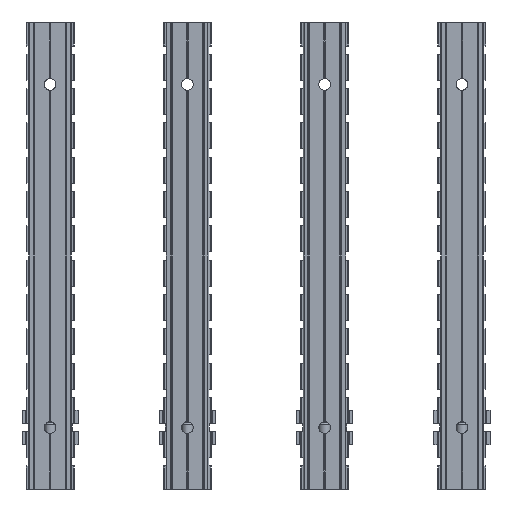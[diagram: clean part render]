
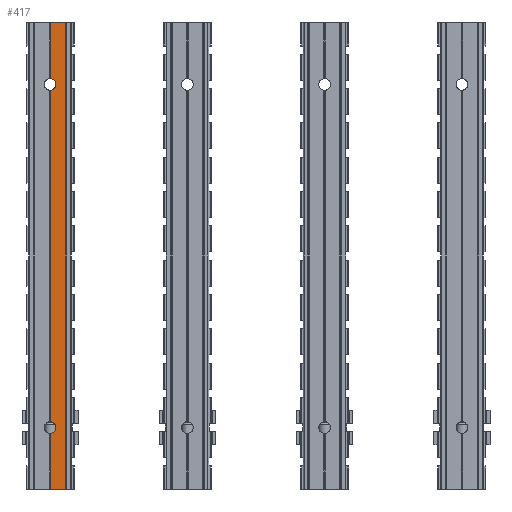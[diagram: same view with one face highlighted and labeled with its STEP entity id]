
A CAD part, front view. The second image highlights one B-rep face of the part: STEP entity #417.
In plain terms, the highlighted planar face has unit normal (0, -1, 0).
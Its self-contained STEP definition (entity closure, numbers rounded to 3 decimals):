
#417=ADVANCED_FACE('',(#2364),#2365,.T.);
#2364=FACE_OUTER_BOUND('',#6564,.T.);
#2365=PLANE('',#6565);
#6564=EDGE_LOOP('',(#13952,#13953,#13954,#13955,#13956,#13957,#13958,#13959,#13960,#13961));
#6565=AXIS2_PLACEMENT_3D('',#13962,#13963,#13964);
#13952=ORIENTED_EDGE('',*,*,#26118,.T.);
#13953=ORIENTED_EDGE('',*,*,#26185,.F.);
#13954=ORIENTED_EDGE('',*,*,#26518,.F.);
#13955=ORIENTED_EDGE('',*,*,#26021,.T.);
#13956=ORIENTED_EDGE('',*,*,#26112,.T.);
#13957=ORIENTED_EDGE('',*,*,#26013,.T.);
#13958=ORIENTED_EDGE('',*,*,#26131,.T.);
#13959=ORIENTED_EDGE('',*,*,#26114,.T.);
#13960=ORIENTED_EDGE('',*,*,#26009,.T.);
#13961=ORIENTED_EDGE('',*,*,#26138,.T.);
#13962=CARTESIAN_POINT('',(-6.0,3.0,0.0));
#13963=DIRECTION('',(0.0,-1.0,0.0));
#13964=DIRECTION('',(0.0,0.0,-1.0));
#26009=EDGE_CURVE('',#30706,#30703,#30707,.T.);
#26013=EDGE_CURVE('',#30713,#30710,#30714,.T.);
#26021=EDGE_CURVE('',#30727,#30728,#30729,.T.);
#26112=EDGE_CURVE('',#30728,#30713,#30909,.T.);
#26114=EDGE_CURVE('',#30911,#30706,#30912,.T.);
#26118=EDGE_CURVE('',#30919,#30916,#30920,.T.);
#26131=EDGE_CURVE('',#30710,#30911,#30938,.T.);
#26138=EDGE_CURVE('',#30703,#30919,#30948,.T.);
#26185=EDGE_CURVE('',#31037,#30916,#31039,.T.);
#26518=EDGE_CURVE('',#30727,#31037,#31570,.T.);
#30703=VERTEX_POINT('',#38524);
#30706=VERTEX_POINT('',#38528);
#30707=CIRCLE('',#38529,4.25);
#30710=VERTEX_POINT('',#38535);
#30713=VERTEX_POINT('',#38539);
#30714=CIRCLE('',#38540,4.25);
#30727=VERTEX_POINT('',#38561);
#30728=VERTEX_POINT('',#38562);
#30729=LINE('',#38563,#38564);
#30909=LINE('',#38790,#38791);
#30911=VERTEX_POINT('',#38794);
#30912=LINE('',#38795,#38796);
#30916=VERTEX_POINT('',#38804);
#30919=VERTEX_POINT('',#38808);
#30920=LINE('',#38809,#38810);
#30938=CIRCLE('',#38843,4.25);
#30948=CIRCLE('',#38857,4.25);
#31037=VERTEX_POINT('',#38969);
#31039=LINE('',#38971,#38972);
#31570=LINE('',#39761,#39762);
#38524=CARTESIAN_POINT('',(-13.25,3.0,-295.0));
#38528=CARTESIAN_POINT('',(-17.0,3.0,-290.78));
#38529=AXIS2_PLACEMENT_3D('',#49827,#49828,#49829);
#38535=CARTESIAN_POINT('',(-13.25,3.0,-45.0));
#38539=CARTESIAN_POINT('',(-17.0,3.0,-40.78));
#38540=AXIS2_PLACEMENT_3D('',#49834,#49835,#49836);
#38561=CARTESIAN_POINT('',(-6.458,3.0,0.0));
#38562=CARTESIAN_POINT('',(-17.0,3.0,0.0));
#38563=CARTESIAN_POINT('',(-6.458,3.0,0.0));
#38564=VECTOR('',#49848,10.542);
#38790=CARTESIAN_POINT('',(-17.0,3.0,0.0));
#38791=VECTOR('',#50027,40.78);
#38794=CARTESIAN_POINT('',(-17.0,3.0,-49.22));
#38795=CARTESIAN_POINT('',(-17.0,3.0,-49.22));
#38796=VECTOR('',#50029,241.559);
#38804=CARTESIAN_POINT('',(-17.0,3.0,-340.0));
#38808=CARTESIAN_POINT('',(-17.0,3.0,-299.22));
#38809=CARTESIAN_POINT('',(-17.0,3.0,-299.22));
#38810=VECTOR('',#50032,40.78);
#38843=AXIS2_PLACEMENT_3D('',#50048,#50049,#50050);
#38857=AXIS2_PLACEMENT_3D('',#50061,#50062,#50063);
#38969=CARTESIAN_POINT('',(-6.458,3.0,-340.0));
#38971=CARTESIAN_POINT('',(-6.458,3.0,-340.0));
#38972=VECTOR('',#50156,10.542);
#39761=CARTESIAN_POINT('',(-6.458,3.0,0.0));
#39762=VECTOR('',#50637,340.0);
#49827=CARTESIAN_POINT('',(-17.5,3.0,-295.0));
#49828=DIRECTION('',(-0.0,1.0,0.0));
#49829=DIRECTION('',(0.118,0.0,0.993));
#49834=CARTESIAN_POINT('',(-17.5,3.0,-45.0));
#49835=DIRECTION('',(-0.0,1.0,0.0));
#49836=DIRECTION('',(0.118,0.0,0.993));
#49848=DIRECTION('',(-1.0,0.0,0.0));
#50027=DIRECTION('',(0.0,0.0,-1.0));
#50029=DIRECTION('',(0.0,0.0,-1.0));
#50032=DIRECTION('',(0.0,0.0,-1.0));
#50048=CARTESIAN_POINT('',(-17.5,3.0,-45.0));
#50049=DIRECTION('',(-0.0,1.0,0.0));
#50050=DIRECTION('',(0.118,0.0,0.993));
#50061=CARTESIAN_POINT('',(-17.5,3.0,-295.0));
#50062=DIRECTION('',(-0.0,1.0,0.0));
#50063=DIRECTION('',(0.118,0.0,0.993));
#50156=DIRECTION('',(-1.0,0.0,0.0));
#50637=DIRECTION('',(0.0,0.0,-1.0));
